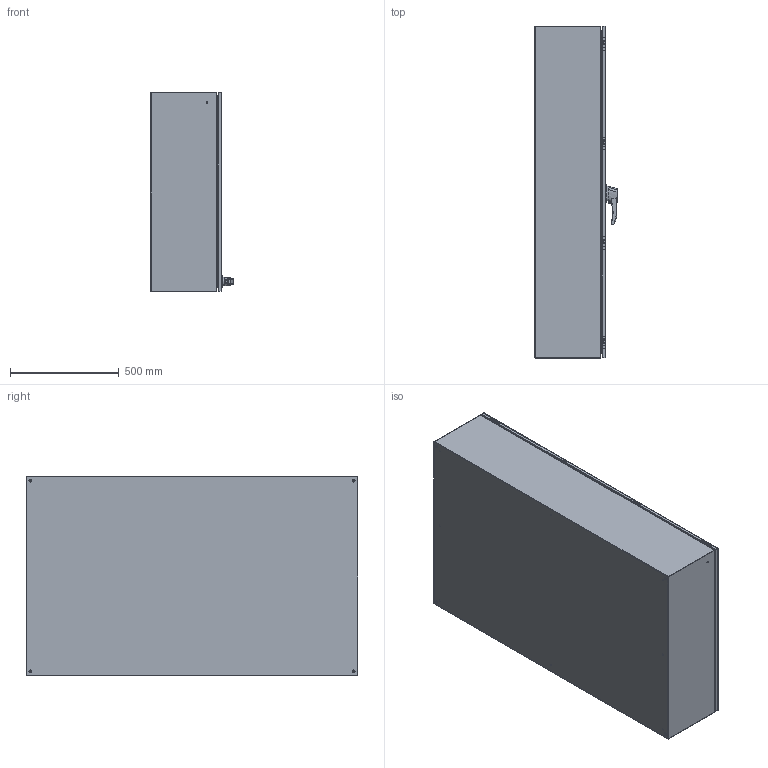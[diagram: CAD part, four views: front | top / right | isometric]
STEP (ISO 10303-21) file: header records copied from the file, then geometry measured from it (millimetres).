
FILE_DESCRIPTION (( 'STEP AP214' ), '1' );
FILE_NAME ('EN4SD603612SSWH.STEP', '2019-09-19T17:14:14', ( '' ), ( '' ), 'SwSTEP 2.0', 'SolidWorks 2018', '' );
FILE_SCHEMA (( 'AUTOMOTIVE_DESIGN' ));
Length unit declared in the file: inch
Products named in the file (1): EN4SD603612SSWH
Bounding box: 379.93 x 1524 x 914.39 mm (x, y, z)
Volume: 9193005.6 mm3; surface area: 10070400.9 mm2
Topology: 68 solids, 69 shells, 1783 faces, 4229 edges, 2646 vertices
Faces by surface type: plane 779, cylinder 669, bspline 218, cone 67, torus 50
Entity records: 117099 total; most frequent: CARTESIAN_POINT 53228, ORIENTED_EDGE 8400, DIRECTION 7950, EDGE_CURVE 4200, AXIS2_PLACEMENT_3D 2863, VERTEX_POINT 2646, VECTOR 2224, LINE 2224
